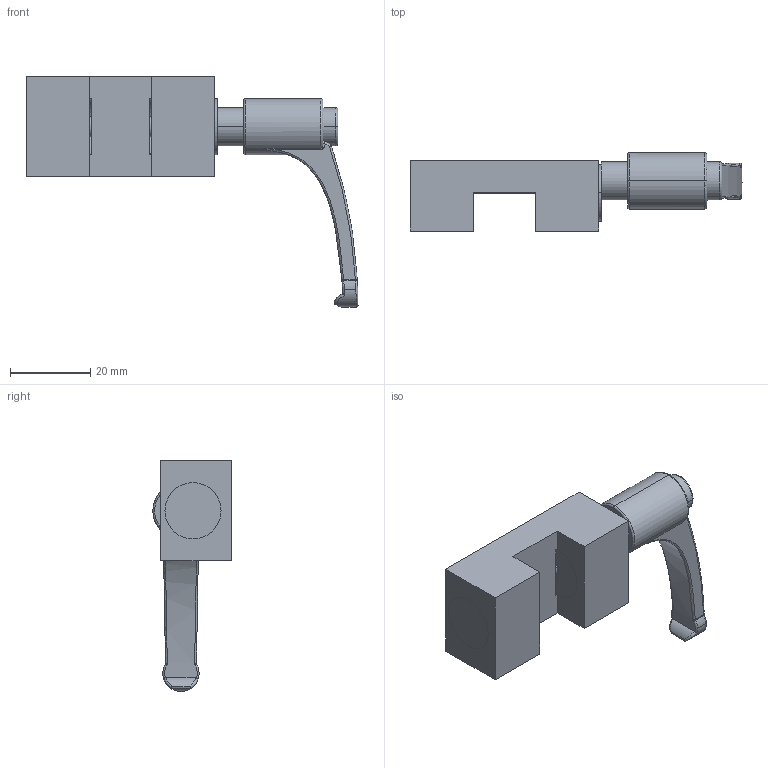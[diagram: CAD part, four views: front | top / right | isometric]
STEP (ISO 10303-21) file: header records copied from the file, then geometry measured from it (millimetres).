
FILE_DESCRIPTION (( 'STEP AP214' ), '1' );
FILE_NAME ('hand-clamp-RCS-15-Rollco.step', '2021-06-17T07:57:30', ( '' ), ( '' ), 'SwSTEP 2.0', 'SolidWorks 2010', '' );
FILE_SCHEMA (( 'AUTOMOTIVE_DESIGN' ));
Length unit declared in the file: millimetre
Products named in the file (5): block-RCS-15-Rollco_RCS-15-Rollco; cylinder-RCS-15-Rollco_RCS-15-Rollco; threaded-cylinder-RCS-15-Rollco_RCS-15-Rollco; lever-RCS-15-Rollco_RCS-15-Rollco; hand-clamp-RCS-15-Rollco
Assembly tree (4 placements, depth 2):
  hand-clamp-RCS-15-Rollco
    lever-RCS-15-Rollco_RCS-15-Rollco
    threaded-cylinder-RCS-15-Rollco_RCS-15-Rollco
    cylinder-RCS-15-Rollco_RCS-15-Rollco
    block-RCS-15-Rollco_RCS-15-Rollco
Bounding box: 82.7 x 19.5 x 57.5 mm (x, y, z)
Volume: 21745.9 mm3; surface area: 12202.9 mm2
Topology: 4 solids, 4 shells, 118 faces, 297 edges, 181 vertices
Faces by surface type: cylinder 48, plane 25, bspline 24, cone 10, torus 9, sphere 2
Entity records: 5233 total; most frequent: CARTESIAN_POINT 2396, ORIENTED_EDGE 574, DIRECTION 524, EDGE_CURVE 287, AXIS2_PLACEMENT_3D 215, VERTEX_POINT 181, EDGE_LOOP 138, FACE_OUTER_BOUND 118
